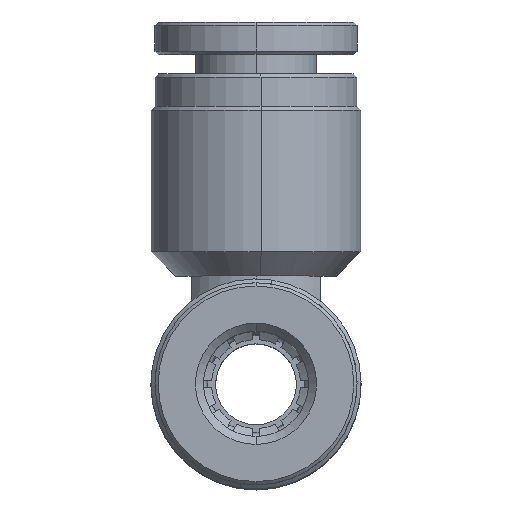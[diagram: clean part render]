
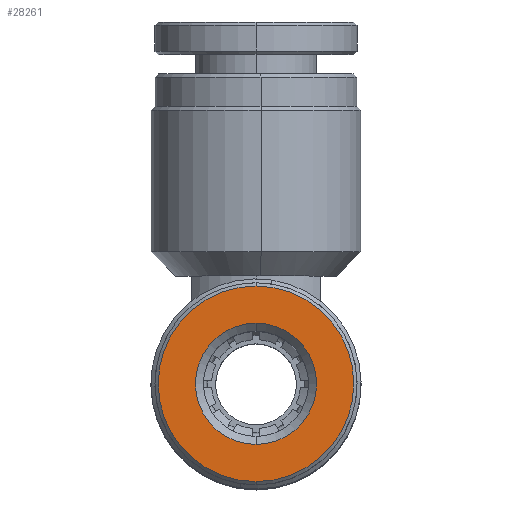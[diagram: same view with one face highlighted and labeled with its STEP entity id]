
A CAD part, top view. The second image highlights one B-rep face of the part: STEP entity #28261.
In plain terms, the highlighted planar face has unit normal (0, 0, 1).
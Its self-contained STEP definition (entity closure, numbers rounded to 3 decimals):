
#652 = ORIENTED_EDGE ( 'NONE', *, *, #15021, .T. ) ;
#1792 = AXIS2_PLACEMENT_3D ( 'NONE', #40614, #18449, #44353 ) ;
#4498 = CIRCLE ( 'NONE', #19810, 3.75 ) ;
#4975 = VERTEX_POINT ( 'NONE', #36366 ) ;
#5589 = DIRECTION ( 'NONE',  ( 0., -1., 0. ) ) ;
#5623 = EDGE_CURVE ( 'NONE', #23453, #16782, #22197, .T. ) ;
#5917 = FACE_BOUND ( 'NONE', #40648, .T. ) ;
#8448 = CIRCLE ( 'NONE', #44900, 6.05 ) ;
#9137 = DIRECTION ( 'NONE',  ( 0., 0., 1. ) ) ;
#11594 = EDGE_CURVE ( 'NONE', #16782, #23453, #8448, .T. ) ;
#12190 = ORIENTED_EDGE ( 'NONE', *, *, #5623, .T. ) ;
#14686 = CARTESIAN_POINT ( 'NONE',  ( 0., 0., 15.706 ) ) ;
#14785 = CARTESIAN_POINT ( 'NONE',  ( 0., 0., 15.706 ) ) ;
#15021 = EDGE_CURVE ( 'NONE', #4975, #43421, #26506, .T. ) ;
#16782 = VERTEX_POINT ( 'NONE', #39659 ) ;
#18449 = DIRECTION ( 'NONE',  ( 0., 0., -1. ) ) ;
#18490 = DIRECTION ( 'NONE',  ( 0., 1., 0. ) ) ;
#18924 = DIRECTION ( 'NONE',  ( 0., 0., 1. ) ) ;
#19810 = AXIS2_PLACEMENT_3D ( 'NONE', #14686, #27733, #5589 ) ;
#21934 = CARTESIAN_POINT ( 'NONE',  ( 0., 6.05, 15.706 ) ) ;
#22197 = CIRCLE ( 'NONE', #26604, 6.05 ) ;
#23453 = VERTEX_POINT ( 'NONE', #21934 ) ;
#25075 = EDGE_CURVE ( 'NONE', #43421, #4975, #4498, .T. ) ;
#26196 = PLANE ( 'NONE',  #42635 ) ;
#26506 = CIRCLE ( 'NONE', #1792, 3.75 ) ;
#26604 = AXIS2_PLACEMENT_3D ( 'NONE', #14785, #40656, #18490 ) ;
#26745 = FACE_OUTER_BOUND ( 'NONE', #29867, .T. ) ;
#27733 = DIRECTION ( 'NONE',  ( 0., 0., -1. ) ) ;
#28261 = ADVANCED_FACE ( 'NONE', ( #5917, #26745 ), #26196, .T. ) ;
#29867 = EDGE_LOOP ( 'NONE', ( #12190, #32990 ) ) ;
#31274 = CARTESIAN_POINT ( 'NONE',  ( 0., 0., 15.706 ) ) ;
#32990 = ORIENTED_EDGE ( 'NONE', *, *, #11594, .T. ) ;
#35016 = DIRECTION ( 'NONE',  ( 0., 1., 0. ) ) ;
#36366 = CARTESIAN_POINT ( 'NONE',  ( 0., 3.75, 15.706 ) ) ;
#38296 = ORIENTED_EDGE ( 'NONE', *, *, #25075, .T. ) ;
#39659 = CARTESIAN_POINT ( 'NONE',  ( 0., -6.05, 15.706 ) ) ;
#40603 = CARTESIAN_POINT ( 'NONE',  ( 0., -3.75, 15.706 ) ) ;
#40614 = CARTESIAN_POINT ( 'NONE',  ( 0., 0., 15.706 ) ) ;
#40648 = EDGE_LOOP ( 'NONE', ( #38296, #652 ) ) ;
#40656 = DIRECTION ( 'NONE',  ( 0., 0., 1. ) ) ;
#41092 = CARTESIAN_POINT ( 'NONE',  ( 0., 0., 15.706 ) ) ;
#42635 = AXIS2_PLACEMENT_3D ( 'NONE', #41092, #18924, #44819 ) ;
#43421 = VERTEX_POINT ( 'NONE', #40603 ) ;
#44353 = DIRECTION ( 'NONE',  ( 0., -1., 0. ) ) ;
#44819 = DIRECTION ( 'NONE',  ( 0., -1., 0. ) ) ;
#44900 = AXIS2_PLACEMENT_3D ( 'NONE', #31274, #9137, #35016 ) ;
